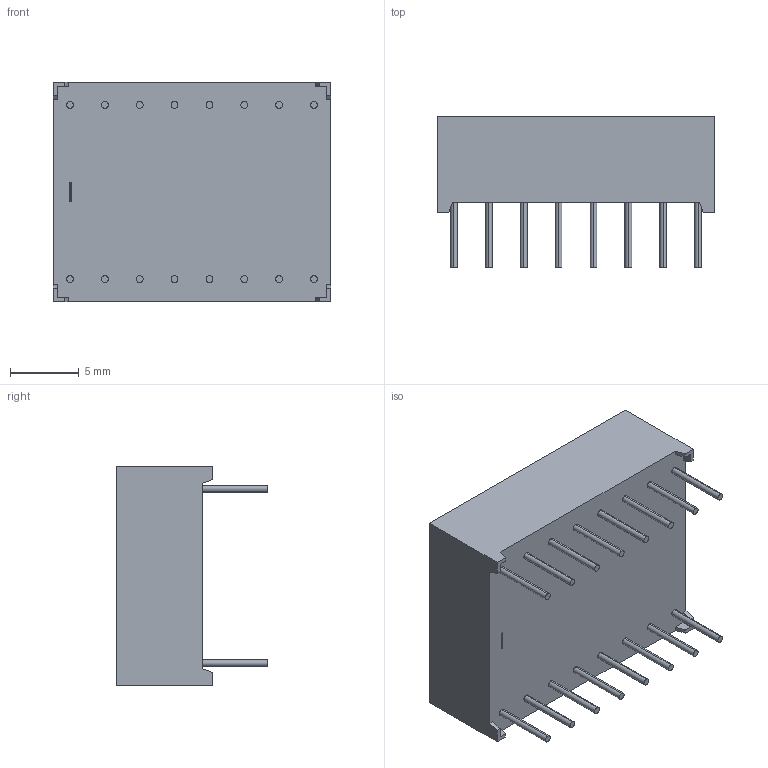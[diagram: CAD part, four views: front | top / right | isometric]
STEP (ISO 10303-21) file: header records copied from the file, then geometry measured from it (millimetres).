
FILE_DESCRIPTION (( 'STEP AP214' ), '1' );
FILE_NAME ('XDxx10x2.STEP', '2015-09-09T21:23:11', ( '' ), ( '' ), 'SwSTEP 2.0', 'SolidWorks 2012', '' );
FILE_SCHEMA (( 'AUTOMOTIVE_DESIGN' ));
Length unit declared in the file: millimetre
Products named in the file (1): XDxx10x2
Bounding box: 20.2 x 11 x 16 mm (x, y, z)
Volume: 2030.7 mm3; surface area: 1245 mm2
Topology: 1 solids, 1 shells, 368 faces, 954 edges, 636 vertices
Faces by surface type: plane 264, bspline 68, cylinder 36
Entity records: 16007 total; most frequent: CARTESIAN_POINT 5171, ORIENTED_EDGE 1908, DIRECTION 1492, EDGE_CURVE 954, VECTOR 746, LINE 746, VERTEX_POINT 636, EDGE_LOOP 416
